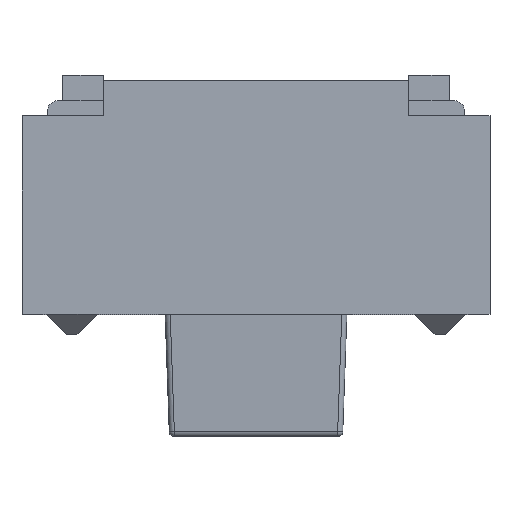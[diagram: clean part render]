
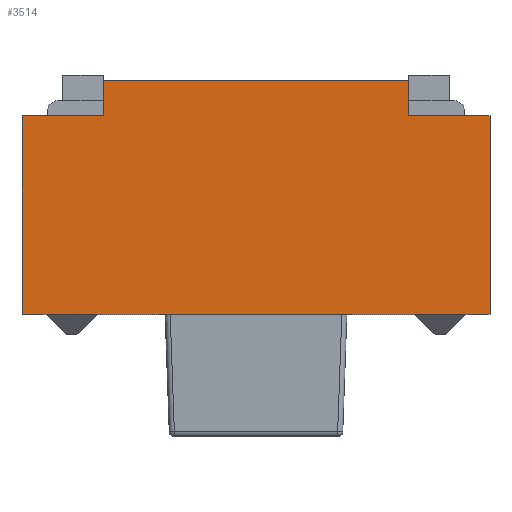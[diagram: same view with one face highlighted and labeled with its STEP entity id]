
A CAD part, top view. The second image highlights one B-rep face of the part: STEP entity #3514.
In plain terms, the highlighted planar face has unit normal (0, 0, 1).
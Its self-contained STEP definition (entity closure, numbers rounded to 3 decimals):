
#3514 = ADVANCED_FACE('',(#3515),#3581,.T.);
#3515 = FACE_BOUND('',#3516,.T.);
#3516 = EDGE_LOOP('',(#3517,#3527,#3535,#3543,#3551,#3559,#3567,#3575));
#3517 = ORIENTED_EDGE('',*,*,#3518,.T.);
#3518 = EDGE_CURVE('',#3519,#3521,#3523,.T.);
#3519 = VERTEX_POINT('',#3520);
#3520 = CARTESIAN_POINT('',(2.3,-0.75,1.82));
#3521 = VERTEX_POINT('',#3522);
#3522 = CARTESIAN_POINT('',(2.3,1.2,1.82));
#3523 = LINE('',#3524,#3525);
#3524 = CARTESIAN_POINT('',(2.3,-0.75,1.82));
#3525 = VECTOR('',#3526,1.);
#3526 = DIRECTION('',(0.,1.,0.));
#3527 = ORIENTED_EDGE('',*,*,#3528,.F.);
#3528 = EDGE_CURVE('',#3529,#3521,#3531,.T.);
#3529 = VERTEX_POINT('',#3530);
#3530 = CARTESIAN_POINT('',(1.5,1.2,1.82));
#3531 = LINE('',#3532,#3533);
#3532 = CARTESIAN_POINT('',(2.3,1.2,1.82));
#3533 = VECTOR('',#3534,1.);
#3534 = DIRECTION('',(1.,0.,0.));
#3535 = ORIENTED_EDGE('',*,*,#3536,.F.);
#3536 = EDGE_CURVE('',#3537,#3529,#3539,.T.);
#3537 = VERTEX_POINT('',#3538);
#3538 = CARTESIAN_POINT('',(1.5,1.55,1.82));
#3539 = LINE('',#3540,#3541);
#3540 = CARTESIAN_POINT('',(1.5,1.55,1.82));
#3541 = VECTOR('',#3542,1.);
#3542 = DIRECTION('',(0.,-1.,0.));
#3543 = ORIENTED_EDGE('',*,*,#3544,.T.);
#3544 = EDGE_CURVE('',#3537,#3545,#3547,.T.);
#3545 = VERTEX_POINT('',#3546);
#3546 = CARTESIAN_POINT('',(-1.5,1.55,1.82));
#3547 = LINE('',#3548,#3549);
#3548 = CARTESIAN_POINT('',(-2.3,1.55,1.82));
#3549 = VECTOR('',#3550,1.);
#3550 = DIRECTION('',(-1.,-0.,-0.));
#3551 = ORIENTED_EDGE('',*,*,#3552,.F.);
#3552 = EDGE_CURVE('',#3553,#3545,#3555,.T.);
#3553 = VERTEX_POINT('',#3554);
#3554 = CARTESIAN_POINT('',(-1.5,1.2,1.82));
#3555 = LINE('',#3556,#3557);
#3556 = CARTESIAN_POINT('',(-1.5,1.55,1.82));
#3557 = VECTOR('',#3558,1.);
#3558 = DIRECTION('',(0.,1.,0.));
#3559 = ORIENTED_EDGE('',*,*,#3560,.F.);
#3560 = EDGE_CURVE('',#3561,#3553,#3563,.T.);
#3561 = VERTEX_POINT('',#3562);
#3562 = CARTESIAN_POINT('',(-2.3,1.2,1.82));
#3563 = LINE('',#3564,#3565);
#3564 = CARTESIAN_POINT('',(-2.3,1.2,1.82));
#3565 = VECTOR('',#3566,1.);
#3566 = DIRECTION('',(1.,0.,0.));
#3567 = ORIENTED_EDGE('',*,*,#3568,.F.);
#3568 = EDGE_CURVE('',#3569,#3561,#3571,.T.);
#3569 = VERTEX_POINT('',#3570);
#3570 = CARTESIAN_POINT('',(-2.3,-0.75,1.82));
#3571 = LINE('',#3572,#3573);
#3572 = CARTESIAN_POINT('',(-2.3,-0.75,1.82));
#3573 = VECTOR('',#3574,1.);
#3574 = DIRECTION('',(0.,1.,0.));
#3575 = ORIENTED_EDGE('',*,*,#3576,.F.);
#3576 = EDGE_CURVE('',#3519,#3569,#3577,.T.);
#3577 = LINE('',#3578,#3579);
#3578 = CARTESIAN_POINT('',(2.3,-0.75,1.82));
#3579 = VECTOR('',#3580,1.);
#3580 = DIRECTION('',(-1.,0.,0.));
#3581 = PLANE('',#3582);
#3582 = AXIS2_PLACEMENT_3D('',#3583,#3584,#3585);
#3583 = CARTESIAN_POINT('',(0.,0.359,1.82));
#3584 = DIRECTION('',(0.,0.,1.));
#3585 = DIRECTION('',(1.,0.,0.));
